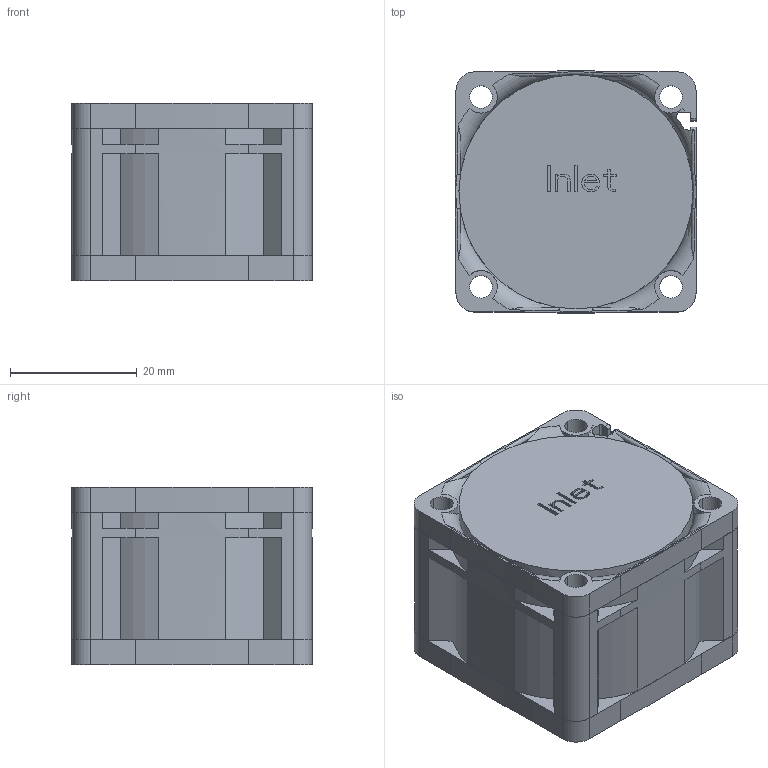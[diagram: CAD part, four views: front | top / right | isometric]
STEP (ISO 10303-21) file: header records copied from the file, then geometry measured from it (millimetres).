
FILE_DESCRIPTION((''),'2;1');
FILE_NAME('4102047300','2023-11-15T15:45:07',('DENNIS.PC.WANG'),(''),'CREO PARAMETRIC BY PTC INC, 2020454','CREO PARAMETRIC BY PTC INC, 2020454','');
FILE_SCHEMA(('CONFIG_CONTROL_DESIGN'));
Length unit declared in the file: millimetre
Products named in the file (1): 4102047300
Bounding box: 38.21 x 38.21 x 28.1 mm (x, y, z)
Volume: 36987 mm3; surface area: 10560.7 mm2
Topology: 1 solids, 1 shells, 465 faces, 1332 edges, 891 vertices
Faces by surface type: plane 336, cylinder 98, torus 16, cone 8, bspline 7
Entity records: 16095 total; most frequent: CARTESIAN_POINT 3821, ORIENTED_EDGE 2664, DIRECTION 2386, EDGE_CURVE 1332, VECTOR 1020, LINE 1020, VERTEX_POINT 891, AXIS2_PLACEMENT_3D 683
